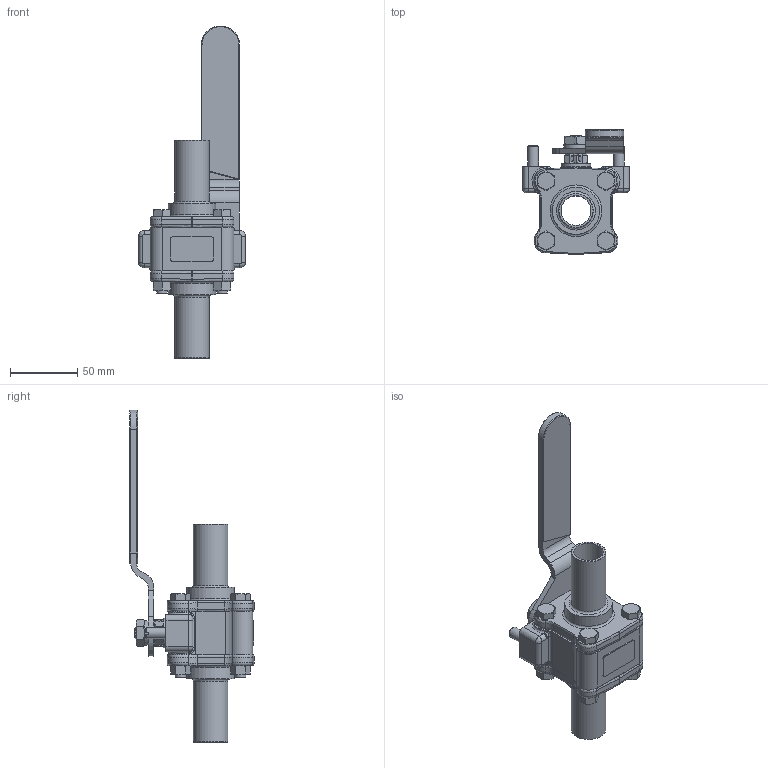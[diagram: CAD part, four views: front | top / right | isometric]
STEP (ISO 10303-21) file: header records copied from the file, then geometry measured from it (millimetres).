
FILE_DESCRIPTION(/* description */ (''),/* implementation_level */ '2;1');
FILE_NAME(/* name */ 'CS-WK70-10-XBO-W.stp',/* time_stamp */ '2020-09-23T17:44:27+05:00',/* author */ ('10157457'),/* organization */ (''),/* preprocessor_version */ 'ST-DEVELOPER v16.1',/* originating_system */ 'Autodesk Inventor 2016',/* authorisation */ '');
FILE_SCHEMA (('AUTOMOTIVE_DESIGN { 1 0 10303 214 3 1 1 }'));
Length unit declared in the file: inch
Products named in the file (1): CS-WK70-10-XBO_Shrinkwrap_1
Bounding box: 79.25 x 92.16 x 246.11 mm (x, y, z)
Volume: 227433.5 mm3; surface area: 58831.6 mm2
Topology: 1 solids, 1 shells, 522 faces, 1327 edges, 816 vertices
Faces by surface type: plane 220, cylinder 105, cone 87, bspline 80, torus 18, sphere 12
Full cylindrical faces by diameter (mm): 7.899 x4, 8.128 x2, 17.297 x1, 21.895 x1, 22.1 x1, 25.463 x2, 35.052 x2
Entity records: 20623 total; most frequent: CARTESIAN_POINT 8547, ORIENTED_EDGE 2560, DIRECTION 2222, EDGE_CURVE 1280, AXIS2_PLACEMENT_3D 861, VERTEX_POINT 805, EDGE_LOOP 585, FACE_OUTER_BOUND 522
